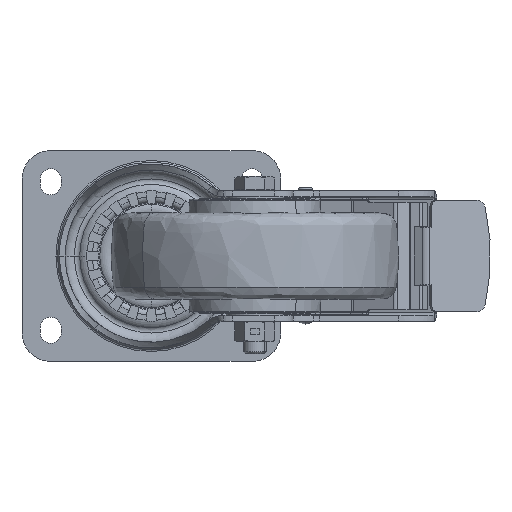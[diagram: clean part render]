
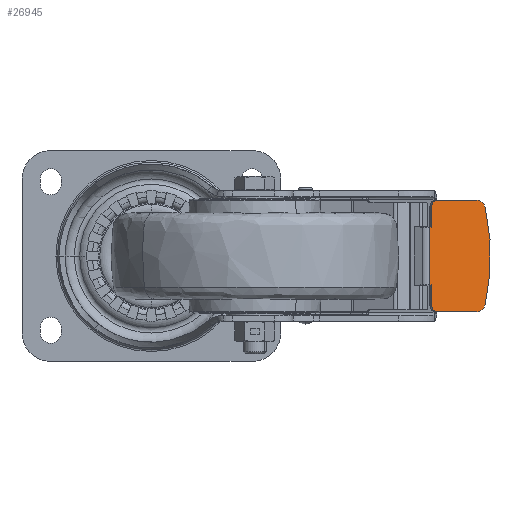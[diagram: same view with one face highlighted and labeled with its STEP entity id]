
A CAD part, front view. The second image highlights one B-rep face of the part: STEP entity #26945.
In plain terms, the highlighted planar face has unit normal (0.365, -0.931, 0).
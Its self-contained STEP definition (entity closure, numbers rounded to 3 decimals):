
#288 = EDGE_CURVE ( 'NONE', #17955, #50393, #44217, .T. ) ;
#957 = PLANE ( 'NONE',  #70088 ) ;
#3813 = DIRECTION ( 'NONE',  ( 0., 0., -1. ) ) ;
#4208 = EDGE_CURVE ( 'NONE', #26012, #19945, #51930, .T. ) ;
#4270 = EDGE_CURVE ( 'NONE', #54877, #17955, #16803, .T. ) ;
#4472 = DIRECTION ( 'NONE',  ( -0.365, 0.931, 0. ) ) ;
#5052 = ORIENTED_EDGE ( 'NONE', *, *, #4208, .T. ) ;
#6215 = CARTESIAN_POINT ( 'NONE',  ( 149.026, -41.576, 29. ) ) ;
#6809 = CARTESIAN_POINT ( 'NONE',  ( 146.234, -42.671, 15. ) ) ;
#7455 = DIRECTION ( 'NONE',  ( -0.365, 0.931, 0. ) ) ;
#8514 = DIRECTION ( 'NONE',  ( -0.365, 0.931, 0. ) ) ;
#8598 = VECTOR ( 'NONE', #3813, 1000. ) ;
#8720 = DIRECTION ( 'NONE',  ( 0., 0., 1. ) ) ;
#8855 = DIRECTION ( 'NONE',  ( -0.931, -0.365, 0. ) ) ;
#9822 = CIRCLE ( 'NONE', #73351, 3. ) ;
#11897 = CARTESIAN_POINT ( 'NONE',  ( 169.637, -33.49, -29. ) ) ;
#11995 = EDGE_CURVE ( 'NONE', #44159, #24708, #67083, .T. ) ;
#12877 = DIRECTION ( 'NONE',  ( -0.365, 0.931, 0. ) ) ;
#12960 = EDGE_CURVE ( 'NONE', #61182, #19945, #9822, .T. ) ;
#13158 = ORIENTED_EDGE ( 'NONE', *, *, #29339, .F. ) ;
#14075 = ORIENTED_EDGE ( 'NONE', *, *, #60225, .F. ) ;
#16240 = CARTESIAN_POINT ( 'NONE',  ( 145.24, -43.061, 15. ) ) ;
#16268 = DIRECTION ( 'NONE',  ( 0.931, 0.365, 0. ) ) ;
#16803 = LINE ( 'NONE', #74387, #69992 ) ;
#17236 = ORIENTED_EDGE ( 'NONE', *, *, #12960, .F. ) ;
#17955 = VERTEX_POINT ( 'NONE', #55960 ) ;
#18789 = ORIENTED_EDGE ( 'NONE', *, *, #51818, .F. ) ;
#18881 = CARTESIAN_POINT ( 'NONE',  ( 169.637, -33.49, 24. ) ) ;
#19319 = EDGE_CURVE ( 'NONE', #71122, #44159, #35531, .T. ) ;
#19945 = VERTEX_POINT ( 'NONE', #26540 ) ;
#19979 = CARTESIAN_POINT ( 'NONE',  ( 145.24, -43.061, -15. ) ) ;
#20001 = VERTEX_POINT ( 'NONE', #11897 ) ;
#20181 = CARTESIAN_POINT ( 'NONE',  ( 146.234, -42.671, 15. ) ) ;
#20724 = DIRECTION ( 'NONE',  ( 0., 0., 1. ) ) ;
#21254 = B_SPLINE_CURVE_WITH_KNOTS ( 'NONE', 3,
 ( #45658, #67366, #32676, #56696, #39897, #50966 ),
 .UNSPECIFIED., .F., .F.,
 ( 4, 2, 4 ),
 ( 0., 0.5, 1. ),
 .UNSPECIFIED. ) ;
#22293 = DIRECTION ( 'NONE',  ( 0.905, 0.355, -0.235 ) ) ;
#22731 = DIRECTION ( 'NONE',  ( 0., 0., -1. ) ) ;
#23343 = ORIENTED_EDGE ( 'NONE', *, *, #4270, .F. ) ;
#23366 = CARTESIAN_POINT ( 'NONE',  ( 146.234, -42.671, -15. ) ) ;
#24064 = VECTOR ( 'NONE', #69433, 1000. ) ;
#24323 = CARTESIAN_POINT ( 'NONE',  ( 149.026, -41.576, 26. ) ) ;
#24708 = VERTEX_POINT ( 'NONE', #19979 ) ;
#24999 = DIRECTION ( 'NONE',  ( 0., 0., 1. ) ) ;
#25191 = EDGE_CURVE ( 'NONE', #61182, #20001, #38436, .T. ) ;
#25633 = DIRECTION ( 'NONE',  ( -0.365, 0.931, 0. ) ) ;
#25955 = EDGE_CURVE ( 'NONE', #26012, #24708, #56173, .T. ) ;
#26012 = VERTEX_POINT ( 'NONE', #23366 ) ;
#26404 = ORIENTED_EDGE ( 'NONE', *, *, #11995, .T. ) ;
#26540 = CARTESIAN_POINT ( 'NONE',  ( 146.234, -42.671, -26. ) ) ;
#26945 = ADVANCED_FACE ( 'NONE', ( #40618 ), #957, .F. ) ;
#27357 = CARTESIAN_POINT ( 'NONE',  ( 176.954, -30.62, -29. ) ) ;
#29339 = EDGE_CURVE ( 'NONE', #54102, #20001, #60337, .T. ) ;
#29696 = DIRECTION ( 'NONE',  ( -0.931, -0.365, 0. ) ) ;
#32676 = CARTESIAN_POINT ( 'NONE',  ( 176.954, -30.62, 8.471 ) ) ;
#34867 = CARTESIAN_POINT ( 'NONE',  ( 174.161, -31.715, 25.175 ) ) ;
#35531 = LINE ( 'NONE', #46220, #24064 ) ;
#37745 = CARTESIAN_POINT ( 'NONE',  ( 145.24, -43.061, 15. ) ) ;
#37897 = CARTESIAN_POINT ( 'NONE',  ( 146.234, -42.671, -15. ) ) ;
#38436 = LINE ( 'NONE', #27357, #73533 ) ;
#38598 = CARTESIAN_POINT ( 'NONE',  ( 146.234, -42.671, 26. ) ) ;
#38757 = CARTESIAN_POINT ( 'NONE',  ( 149.026, -41.576, 29. ) ) ;
#39762 = ORIENTED_EDGE ( 'NONE', *, *, #52066, .F. ) ;
#39897 = CARTESIAN_POINT ( 'NONE',  ( 176.014, -30.988, -16.942 ) ) ;
#40408 = CIRCLE ( 'NONE', #51429, 3. ) ;
#40618 = FACE_OUTER_BOUND ( 'NONE', #54044, .T. ) ;
#41642 = ORIENTED_EDGE ( 'NONE', *, *, #19319, .T. ) ;
#44129 = CIRCLE ( 'NONE', #62370, 3. ) ;
#44159 = VERTEX_POINT ( 'NONE', #16240 ) ;
#44217 = CIRCLE ( 'NONE', #63741, 5. ) ;
#45658 = CARTESIAN_POINT ( 'NONE',  ( 174.161, -31.715, 25.175 ) ) ;
#46212 = CARTESIAN_POINT ( 'NONE',  ( 146.234, -42.671, -15. ) ) ;
#46220 = CARTESIAN_POINT ( 'NONE',  ( 146.234, -42.671, 15. ) ) ;
#46306 = EDGE_CURVE ( 'NONE', #50393, #54102, #21254, .T. ) ;
#49345 = CARTESIAN_POINT ( 'NONE',  ( 176.954, -30.62, 29. ) ) ;
#50393 = VERTEX_POINT ( 'NONE', #34867 ) ;
#50966 = CARTESIAN_POINT ( 'NONE',  ( 174.161, -31.715, -25.175 ) ) ;
#51429 = AXIS2_PLACEMENT_3D ( 'NONE', #24323, #12877, #29696 ) ;
#51818 = EDGE_CURVE ( 'NONE', #71122, #69294, #60986, .T. ) ;
#51930 = LINE ( 'NONE', #46212, #55362 ) ;
#52066 = EDGE_CURVE ( 'NONE', #59278, #54877, #40408, .T. ) ;
#52302 = DIRECTION ( 'NONE',  ( 0., 0., -1. ) ) ;
#53883 = DIRECTION ( 'NONE',  ( -0.931, -0.365, 0. ) ) ;
#54044 = EDGE_LOOP ( 'NONE', ( #59500, #5052, #17236, #68116, #13158, #56174, #75410, #23343, #39762, #14075, #18789, #41642, #26404 ) ) ;
#54102 = VERTEX_POINT ( 'NONE', #58439 ) ;
#54877 = VERTEX_POINT ( 'NONE', #38757 ) ;
#55362 = VECTOR ( 'NONE', #52302, 1000. ) ;
#55488 = AXIS2_PLACEMENT_3D ( 'NONE', #69559, #57387, #22293 ) ;
#55960 = CARTESIAN_POINT ( 'NONE',  ( 169.637, -33.49, 29. ) ) ;
#56173 = LINE ( 'NONE', #37897, #74714 ) ;
#56174 = ORIENTED_EDGE ( 'NONE', *, *, #46306, .F. ) ;
#56696 = CARTESIAN_POINT ( 'NONE',  ( 176.954, -30.62, -8.471 ) ) ;
#57387 = DIRECTION ( 'NONE',  ( -0.365, 0.931, 0. ) ) ;
#58439 = CARTESIAN_POINT ( 'NONE',  ( 174.161, -31.715, -25.175 ) ) ;
#59278 = VERTEX_POINT ( 'NONE', #6215 ) ;
#59500 = ORIENTED_EDGE ( 'NONE', *, *, #25955, .F. ) ;
#60225 = EDGE_CURVE ( 'NONE', #69294, #59278, #44129, .T. ) ;
#60337 = CIRCLE ( 'NONE', #55488, 5. ) ;
#60986 = LINE ( 'NONE', #20181, #68347 ) ;
#61182 = VERTEX_POINT ( 'NONE', #72279 ) ;
#62370 = AXIS2_PLACEMENT_3D ( 'NONE', #71792, #25633, #53883 ) ;
#63741 = AXIS2_PLACEMENT_3D ( 'NONE', #18881, #7455, #24999 ) ;
#67083 = LINE ( 'NONE', #37745, #8598 ) ;
#67366 = CARTESIAN_POINT ( 'NONE',  ( 176.014, -30.988, 16.942 ) ) ;
#68101 = CARTESIAN_POINT ( 'NONE',  ( 149.026, -41.576, -26. ) ) ;
#68116 = ORIENTED_EDGE ( 'NONE', *, *, #25191, .T. ) ;
#68347 = VECTOR ( 'NONE', #8720, 1000. ) ;
#69294 = VERTEX_POINT ( 'NONE', #38598 ) ;
#69425 = DIRECTION ( 'NONE',  ( 0.931, 0.365, 0. ) ) ;
#69433 = DIRECTION ( 'NONE',  ( -0.931, -0.365, 0. ) ) ;
#69559 = CARTESIAN_POINT ( 'NONE',  ( 169.637, -33.49, -24. ) ) ;
#69992 = VECTOR ( 'NONE', #69425, 1000. ) ;
#70088 = AXIS2_PLACEMENT_3D ( 'NONE', #49345, #8514, #20724 ) ;
#71122 = VERTEX_POINT ( 'NONE', #6809 ) ;
#71792 = CARTESIAN_POINT ( 'NONE',  ( 149.026, -41.576, 26. ) ) ;
#72279 = CARTESIAN_POINT ( 'NONE',  ( 149.026, -41.576, -29. ) ) ;
#73351 = AXIS2_PLACEMENT_3D ( 'NONE', #68101, #4472, #22731 ) ;
#73533 = VECTOR ( 'NONE', #16268, 1000. ) ;
#74387 = CARTESIAN_POINT ( 'NONE',  ( 159.332, -37.533, 29. ) ) ;
#74714 = VECTOR ( 'NONE', #8855, 1000. ) ;
#75410 = ORIENTED_EDGE ( 'NONE', *, *, #288, .F. ) ;
